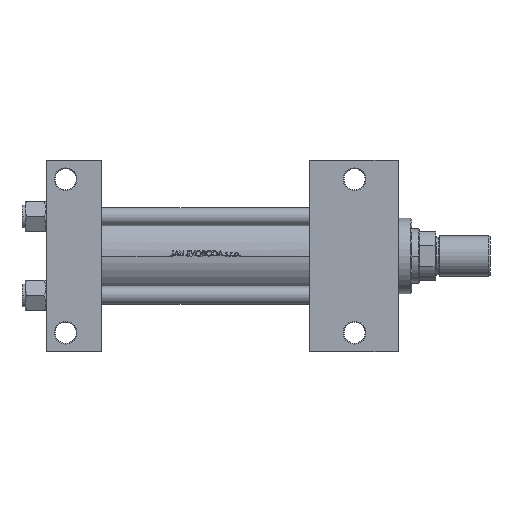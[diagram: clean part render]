
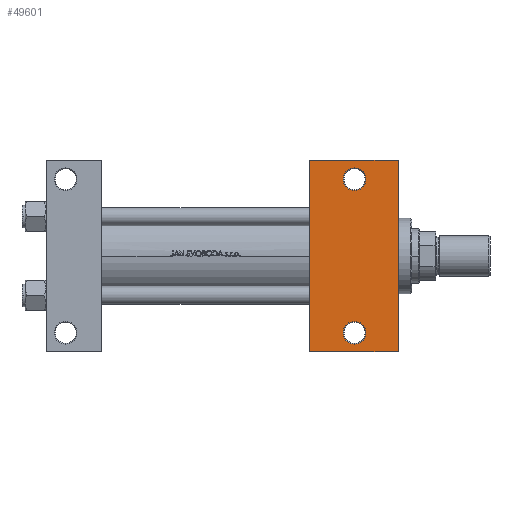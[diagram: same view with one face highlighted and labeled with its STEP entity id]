
A CAD part, front view. The second image highlights one B-rep face of the part: STEP entity #49601.
In plain terms, the highlighted face is planar.
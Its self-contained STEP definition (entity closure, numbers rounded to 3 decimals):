
#554 = EDGE_CURVE ( 'NONE', #46275, #28848, #10023, .T. ) ;
#1355 = ORIENTED_EDGE ( 'NONE', *, *, #19647, .T. ) ;
#1522 = DIRECTION ( 'NONE',  ( 0., 0., 1. ) ) ;
#1856 = CIRCLE ( 'NONE', #14799, 7.5 ) ;
#1936 = CARTESIAN_POINT ( 'NONE',  ( 175., 37.5, -37.5 ) ) ;
#2011 = CARTESIAN_POINT ( 'NONE',  ( 205., 51., -37.5 ) ) ;
#2594 = DIRECTION ( 'NONE',  ( -1., 0., 0. ) ) ;
#3700 = CARTESIAN_POINT ( 'NONE',  ( 197.5, 51., -37.5 ) ) ;
#4001 = CARTESIAN_POINT ( 'NONE',  ( 234., 37.5, -37.5 ) ) ;
#5543 = DIRECTION ( 'NONE',  ( 0., 0., 1. ) ) ;
#6053 = ORIENTED_EDGE ( 'NONE', *, *, #22312, .T. ) ;
#8787 = CARTESIAN_POINT ( 'NONE',  ( 175., 63.5, -37.5 ) ) ;
#9132 = VERTEX_POINT ( 'NONE', #30239 ) ;
#10023 = LINE ( 'NONE', #1936, #43359 ) ;
#10889 = CARTESIAN_POINT ( 'NONE',  ( 212.5, 51., -37.5 ) ) ;
#11037 = DIRECTION ( 'NONE',  ( -1., 0., 0. ) ) ;
#11498 = VECTOR ( 'NONE', #28272, 1000. ) ;
#11588 = FACE_BOUND ( 'NONE', #35667, .T. ) ;
#12640 = ORIENTED_EDGE ( 'NONE', *, *, #23931, .T. ) ;
#12841 = LINE ( 'NONE', #8787, #11498 ) ;
#13690 = CARTESIAN_POINT ( 'NONE',  ( 212.5, -51., -37.5 ) ) ;
#14097 = AXIS2_PLACEMENT_3D ( 'NONE', #44276, #1522, #17447 ) ;
#14388 = CARTESIAN_POINT ( 'NONE',  ( 175., -63.5, -37.5 ) ) ;
#14646 = CARTESIAN_POINT ( 'NONE',  ( 234., 63.5, -37.5 ) ) ;
#14799 = AXIS2_PLACEMENT_3D ( 'NONE', #45459, #34062, #11037 ) ;
#15656 = VECTOR ( 'NONE', #21995, 1000. ) ;
#16224 = VERTEX_POINT ( 'NONE', #13690 ) ;
#16933 = DIRECTION ( 'NONE',  ( -1., 0., 0. ) ) ;
#17447 = DIRECTION ( 'NONE',  ( -1., 0., 0. ) ) ;
#19350 = VERTEX_POINT ( 'NONE', #35104 ) ;
#19430 = DIRECTION ( 'NONE',  ( -1., 0., 0. ) ) ;
#19647 = EDGE_CURVE ( 'NONE', #19350, #16224, #1856, .T. ) ;
#20752 = ORIENTED_EDGE ( 'NONE', *, *, #32966, .T. ) ;
#21995 = DIRECTION ( 'NONE',  ( -1., 0., 0. ) ) ;
#22312 = EDGE_CURVE ( 'NONE', #9132, #28848, #29559, .T. ) ;
#22378 = VERTEX_POINT ( 'NONE', #14646 ) ;
#23931 = EDGE_CURVE ( 'NONE', #35162, #31926, #35907, .T. ) ;
#24887 = LINE ( 'NONE', #35257, #38778 ) ;
#26787 = PLANE ( 'NONE',  #46309 ) ;
#27030 = DIRECTION ( 'NONE',  ( 0., 0., -1. ) ) ;
#27197 = CIRCLE ( 'NONE', #40912, 7.5 ) ;
#27519 = FACE_BOUND ( 'NONE', #27688, .T. ) ;
#27688 = EDGE_LOOP ( 'NONE', ( #44825, #12640 ) ) ;
#28170 = DIRECTION ( 'NONE',  ( 0., -1., 0. ) ) ;
#28272 = DIRECTION ( 'NONE',  ( 1., 0., 0. ) ) ;
#28848 = VERTEX_POINT ( 'NONE', #31867 ) ;
#28882 = AXIS2_PLACEMENT_3D ( 'NONE', #2011, #5543, #16933 ) ;
#29092 = ORIENTED_EDGE ( 'NONE', *, *, #43015, .T. ) ;
#29559 = LINE ( 'NONE', #14388, #15656 ) ;
#30239 = CARTESIAN_POINT ( 'NONE',  ( 234., -63.5, -37.5 ) ) ;
#31464 = EDGE_CURVE ( 'NONE', #31926, #35162, #41023, .T. ) ;
#31867 = CARTESIAN_POINT ( 'NONE',  ( 175., -63.5, -37.5 ) ) ;
#31926 = VERTEX_POINT ( 'NONE', #3700 ) ;
#32628 = CARTESIAN_POINT ( 'NONE',  ( 175., 63.5, -37.5 ) ) ;
#32966 = EDGE_CURVE ( 'NONE', #16224, #19350, #27197, .T. ) ;
#34062 = DIRECTION ( 'NONE',  ( 0., 0., 1. ) ) ;
#35104 = CARTESIAN_POINT ( 'NONE',  ( 197.5, -51., -37.5 ) ) ;
#35162 = VERTEX_POINT ( 'NONE', #10889 ) ;
#35257 = CARTESIAN_POINT ( 'NONE',  ( 234., 37.5, -37.5 ) ) ;
#35667 = EDGE_LOOP ( 'NONE', ( #1355, #20752 ) ) ;
#35907 = CIRCLE ( 'NONE', #14097, 7.5 ) ;
#36007 = ORIENTED_EDGE ( 'NONE', *, *, #554, .F. ) ;
#36097 = DIRECTION ( 'NONE',  ( 0., -1., 0. ) ) ;
#38778 = VECTOR ( 'NONE', #28170, 1000. ) ;
#40089 = EDGE_CURVE ( 'NONE', #22378, #9132, #24887, .T. ) ;
#40912 = AXIS2_PLACEMENT_3D ( 'NONE', #48633, #44337, #2594 ) ;
#41023 = CIRCLE ( 'NONE', #28882, 7.5 ) ;
#42949 = FACE_OUTER_BOUND ( 'NONE', #43456, .T. ) ;
#43015 = EDGE_CURVE ( 'NONE', #46275, #22378, #12841, .T. ) ;
#43303 = ORIENTED_EDGE ( 'NONE', *, *, #40089, .T. ) ;
#43359 = VECTOR ( 'NONE', #36097, 1000. ) ;
#43456 = EDGE_LOOP ( 'NONE', ( #36007, #29092, #43303, #6053 ) ) ;
#44276 = CARTESIAN_POINT ( 'NONE',  ( 205., 51., -37.5 ) ) ;
#44337 = DIRECTION ( 'NONE',  ( 0., 0., 1. ) ) ;
#44825 = ORIENTED_EDGE ( 'NONE', *, *, #31464, .T. ) ;
#45459 = CARTESIAN_POINT ( 'NONE',  ( 205., -51., -37.5 ) ) ;
#46275 = VERTEX_POINT ( 'NONE', #32628 ) ;
#46309 = AXIS2_PLACEMENT_3D ( 'NONE', #4001, #27030, #19430 ) ;
#48633 = CARTESIAN_POINT ( 'NONE',  ( 205., -51., -37.5 ) ) ;
#49601 = ADVANCED_FACE ( 'NONE', ( #27519, #11588, #42949 ), #26787, .T. ) ;
